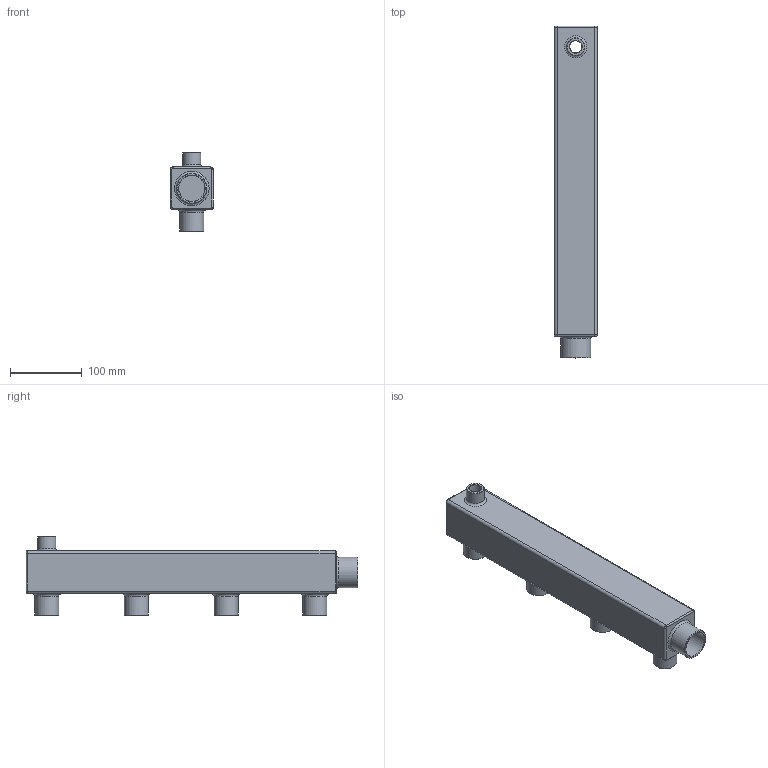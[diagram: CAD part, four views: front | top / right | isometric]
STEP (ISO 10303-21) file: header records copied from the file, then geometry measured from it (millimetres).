
FILE_DESCRIPTION(('STEP AP203'), '1');
FILE_NAME('DMSS-32-25x4.17', '', ('UNSPECIFIED'), ('UNSPECIFIED'), 'ASCON STEP Converter 1.6', 'ASCON Math Kernel', '');
FILE_SCHEMA(('CONFIG_CONTROL_DESIGN'));
Length unit declared in the file: millimetre
Bounding box: 60.55 x 463 x 110 mm (x, y, z)
Volume: 253644.1 mm3; surface area: 234759 mm2
Topology: 1 solids, 1 shells, 361 faces, 962 edges, 629 vertices
Faces by surface type: bspline 171, plane 112, cylinder 41, cone 23, torus 14
Full cylindrical faces by diameter (mm): 17.071 x1, 24 x1, 25 x1, 27.5 x4, 30 x3, 33.5 x4, 36.3 x1, 40 x1, 42.3 x1
Entity records: 18027 total; most frequent: CARTESIAN_POINT 7631, ORIENTED_EDGE 1834, DIRECTION 936, EDGE_CURVE 917, VERTEX_POINT 629, B_SPLINE_CURVE_WITH_KNOTS 487, EDGE_LOOP 442, FACE_BOUND 367
